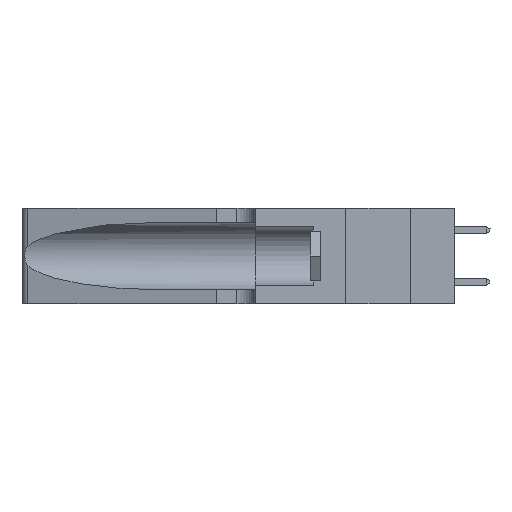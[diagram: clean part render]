
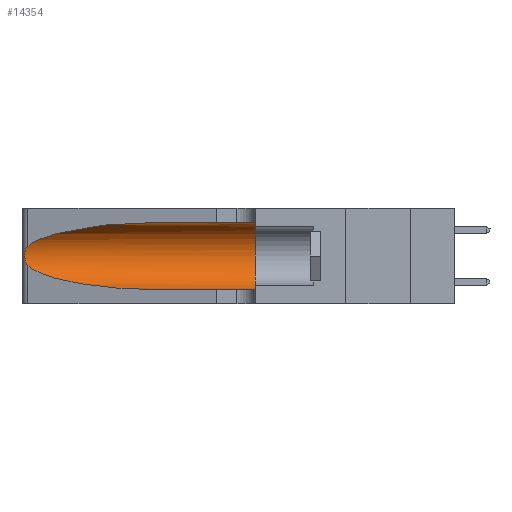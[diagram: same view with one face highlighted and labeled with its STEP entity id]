
A CAD part, left-side view. The second image highlights one B-rep face of the part: STEP entity #14354.
In plain terms, the highlighted cylindrical face has radius 3.308 mm (diameter 6.617 mm), a partial arc.
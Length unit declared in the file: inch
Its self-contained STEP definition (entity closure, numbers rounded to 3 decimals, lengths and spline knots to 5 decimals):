
#706 = CYLINDRICAL_SURFACE ( 'NONE', #35449, 0.13025 ) ;
#1031 = DIRECTION ( 'NONE',  ( 0., 0., 1. ) ) ;
#1140 = FACE_OUTER_BOUND ( 'NONE', #32053, .T. ) ;
#1423 = VECTOR ( 'NONE', #34510, 39.37008 ) ;
#2344 = CARTESIAN_POINT ( 'NONE',  ( 0.25854, 1.2359, 0.20912 ) ) ;
#2538 = VERTEX_POINT ( 'NONE', #17859 ) ;
#2569 = CARTESIAN_POINT ( 'NONE',  ( 0.1305, 1.61858, 0.05475 ) ) ;
#2587 =( BOUNDED_CURVE ( )  B_SPLINE_CURVE ( 3, ( #4411, #12525, #35167, #9975 ),
 .UNSPECIFIED., .F., .T. ) 
 B_SPLINE_CURVE_WITH_KNOTS ( ( 4, 4 ),
 ( 3.44316, 4.71239 ),
 .UNSPECIFIED. ) 
 CURVE ( )  GEOMETRIC_REPRESENTATION_ITEM ( )  RATIONAL_B_SPLINE_CURVE ( ( 1., 0.87, 0.87, 1. ) ) 
 REPRESENTATION_ITEM ( '' )  );
#2999 = EDGE_CURVE ( 'NONE', #2538, #14345, #2587, .T. ) ;
#3096 = VECTOR ( 'NONE', #15721, 39.37008 ) ;
#4411 = CARTESIAN_POINT ( 'NONE',  ( 0.25487, 1.22718, 0.14631 ) ) ;
#5145 = CARTESIAN_POINT ( 'NONE',  ( 0.26075, 1.23896, 0.178 ) ) ;
#6637 = CIRCLE ( 'NONE', #14666, 0.13025 ) ;
#6768 = CARTESIAN_POINT ( 'NONE',  ( 0.1305, 1.61858, 0.31525 ) ) ;
#7213 = VERTEX_POINT ( 'NONE', #15044 ) ;
#7959 = CARTESIAN_POINT ( 'NONE',  ( 0.25789, 1.23486, 0.15765 ) ) ;
#9783 = DIRECTION ( 'NONE',  ( 0., 1., 0. ) ) ;
#9932 = CARTESIAN_POINT ( 'NONE',  ( 0.1305, 0.72297, 0.31525 ) ) ;
#9975 = CARTESIAN_POINT ( 'NONE',  ( 0.1305, 0.72297, 0.05475 ) ) ;
#10364 = CARTESIAN_POINT ( 'NONE',  ( 0.25487, 1.22718, 0.22369 ) ) ;
#10611 = CARTESIAN_POINT ( 'NONE',  ( 0.25555, 1.22993, 0.14849 ) ) ;
#11033 = EDGE_CURVE ( 'NONE', #14345, #31907, #27872, .T. ) ;
#12099 = ORIENTED_EDGE ( 'NONE', *, *, #2999, .T. ) ;
#12525 = CARTESIAN_POINT ( 'NONE',  ( 0.2373, 1.15595, 0.08982 ) ) ;
#12907 = ORIENTED_EDGE ( 'NONE', *, *, #20474, .T. ) ;
#13766 = CARTESIAN_POINT ( 'NONE',  ( 0.25487, 1.22718, 0.14631 ) ) ;
#13871 = ORIENTED_EDGE ( 'NONE', *, *, #30499, .F. ) ;
#14345 = VERTEX_POINT ( 'NONE', #24858 ) ;
#14354 = ADVANCED_FACE ( 'NONE', ( #1140 ), #706, .F. ) ;
#14582 =( BOUNDED_CURVE ( )  B_SPLINE_CURVE ( 3, ( #9932, #29339, #28870, #20955 ),
 .UNSPECIFIED., .F., .F. ) 
 B_SPLINE_CURVE_WITH_KNOTS ( ( 4, 4 ),
 ( 1.5708, 2.84003 ),
 .UNSPECIFIED. ) 
 CURVE ( )  GEOMETRIC_REPRESENTATION_ITEM ( )  RATIONAL_B_SPLINE_CURVE ( ( 1., 0.87, 0.87, 1. ) ) 
 REPRESENTATION_ITEM ( '' )  );
#14666 = AXIS2_PLACEMENT_3D ( 'NONE', #20471, #9783, #1031 ) ;
#15044 = CARTESIAN_POINT ( 'NONE',  ( 0.1305, 0.35, 0.31525 ) ) ;
#15721 = DIRECTION ( 'NONE',  ( 0., -1., 0. ) ) ;
#17243 = ORIENTED_EDGE ( 'NONE', *, *, #11033, .T. ) ;
#17262 = B_SPLINE_CURVE_WITH_KNOTS ( 'NONE', 3,
 ( #35812, #27612, #27251, #32791, #2344, #33156, #19218, #5145, #24550, #19100, #7959, #30364, #10611, #13766 ),
 .UNSPECIFIED., .F., .F.,
 ( 4, 2, 2, 2, 2, 2, 4 ),
 ( 0., 0.00027, 0.00053, 0.00107, 0.0016, 0.00187, 0.00214 ),
 .UNSPECIFIED. ) ;
#17859 = CARTESIAN_POINT ( 'NONE',  ( 0.25487, 1.22718, 0.14631 ) ) ;
#19100 = CARTESIAN_POINT ( 'NONE',  ( 0.25856, 1.23593, 0.16098 ) ) ;
#19218 = CARTESIAN_POINT ( 'NONE',  ( 0.26075, 1.23896, 0.19203 ) ) ;
#20471 = CARTESIAN_POINT ( 'NONE',  ( 0.1305, 0.35, 0.185 ) ) ;
#20474 = EDGE_CURVE ( 'NONE', #25831, #2538, #17262, .T. ) ;
#20955 = CARTESIAN_POINT ( 'NONE',  ( 0.25487, 1.22718, 0.22369 ) ) ;
#21370 = LINE ( 'NONE', #6768, #1423 ) ;
#21702 = DIRECTION ( 'NONE',  ( 0., -1., 0. ) ) ;
#24550 = CARTESIAN_POINT ( 'NONE',  ( 0.26017, 1.23833, 0.17102 ) ) ;
#24629 = ORIENTED_EDGE ( 'NONE', *, *, #35908, .T. ) ;
#24858 = CARTESIAN_POINT ( 'NONE',  ( 0.1305, 0.72297, 0.05475 ) ) ;
#25831 = VERTEX_POINT ( 'NONE', #10364 ) ;
#26510 = VERTEX_POINT ( 'NONE', #34584 ) ;
#26749 = ORIENTED_EDGE ( 'NONE', *, *, #30576, .F. ) ;
#27251 = CARTESIAN_POINT ( 'NONE',  ( 0.25639, 1.23184, 0.21858 ) ) ;
#27612 = CARTESIAN_POINT ( 'NONE',  ( 0.25555, 1.22994, 0.2215 ) ) ;
#27671 = DIRECTION ( 'NONE',  ( 0., 0., -1. ) ) ;
#27872 = LINE ( 'NONE', #2569, #3096 ) ;
#28870 = CARTESIAN_POINT ( 'NONE',  ( 0.2373, 1.15595, 0.28018 ) ) ;
#29339 = CARTESIAN_POINT ( 'NONE',  ( 0.18966, 0.96281, 0.31525 ) ) ;
#29710 = CARTESIAN_POINT ( 'NONE',  ( 0.1305, 0.35, 0.05475 ) ) ;
#30364 = CARTESIAN_POINT ( 'NONE',  ( 0.25639, 1.23186, 0.15144 ) ) ;
#30499 = EDGE_CURVE ( 'NONE', #7213, #31907, #6637, .T. ) ;
#30558 = CARTESIAN_POINT ( 'NONE',  ( 0.1305, 1.61858, 0.185 ) ) ;
#30576 = EDGE_CURVE ( 'NONE', #26510, #7213, #21370, .T. ) ;
#31907 = VERTEX_POINT ( 'NONE', #29710 ) ;
#32053 = EDGE_LOOP ( 'NONE', ( #24629, #12907, #12099, #17243, #13871, #26749 ) ) ;
#32791 = CARTESIAN_POINT ( 'NONE',  ( 0.25787, 1.23484, 0.2124 ) ) ;
#33156 = CARTESIAN_POINT ( 'NONE',  ( 0.26018, 1.23835, 0.19895 ) ) ;
#34510 = DIRECTION ( 'NONE',  ( 0., -1., 0. ) ) ;
#34584 = CARTESIAN_POINT ( 'NONE',  ( 0.1305, 0.72297, 0.31525 ) ) ;
#35167 = CARTESIAN_POINT ( 'NONE',  ( 0.18966, 0.96281, 0.05475 ) ) ;
#35449 = AXIS2_PLACEMENT_3D ( 'NONE', #30558, #21702, #27671 ) ;
#35812 = CARTESIAN_POINT ( 'NONE',  ( 0.25487, 1.22718, 0.22369 ) ) ;
#35908 = EDGE_CURVE ( 'NONE', #26510, #25831, #14582, .T. ) ;
